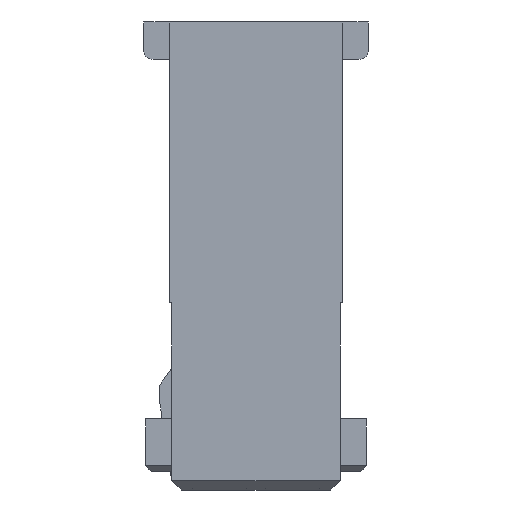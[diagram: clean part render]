
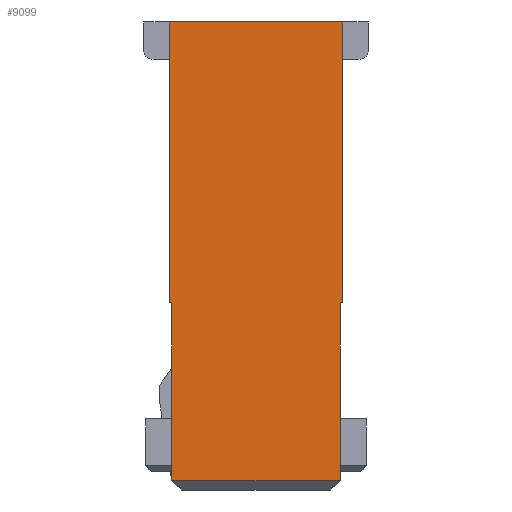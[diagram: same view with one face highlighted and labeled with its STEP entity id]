
A CAD part, left-side view. The second image highlights one B-rep face of the part: STEP entity #9099.
In plain terms, the highlighted planar face has unit normal (-1, 0, 0).
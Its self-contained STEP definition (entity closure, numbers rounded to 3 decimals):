
#2076=ORIENTED_EDGE('',*,*,#2691,.T.);
#2077=ORIENTED_EDGE('',*,*,#3633,.T.);
#2078=ORIENTED_EDGE('',*,*,#3845,.T.);
#2079=ORIENTED_EDGE('',*,*,#3838,.T.);
#2080=ORIENTED_EDGE('',*,*,#2773,.T.);
#2081=ORIENTED_EDGE('',*,*,#3846,.T.);
#2082=ORIENTED_EDGE('',*,*,#2912,.T.);
#2083=ORIENTED_EDGE('',*,*,#3844,.T.);
#2691=EDGE_CURVE('',#3986,#3985,#4829,.T.);
#2773=EDGE_CURVE('',#4063,#4062,#4909,.T.);
#2912=EDGE_CURVE('',#4147,#4146,#5026,.T.);
#3633=EDGE_CURVE('',#3985,#4653,#5729,.T.);
#3838=EDGE_CURVE('',#4758,#4063,#5934,.T.);
#3844=EDGE_CURVE('',#4146,#3986,#5940,.T.);
#3845=EDGE_CURVE('',#4653,#4758,#5941,.T.);
#3846=EDGE_CURVE('',#4062,#4147,#5942,.T.);
#3985=VERTEX_POINT('',#11993);
#3986=VERTEX_POINT('',#11995);
#4062=VERTEX_POINT('',#12158);
#4063=VERTEX_POINT('',#12160);
#4146=VERTEX_POINT('',#12437);
#4147=VERTEX_POINT('',#12439);
#4653=VERTEX_POINT('',#13913);
#4758=VERTEX_POINT('',#14290);
#4829=LINE('',#11994,#6079);
#4909=LINE('',#12159,#6159);
#5026=LINE('',#12438,#6276);
#5729=LINE('',#13914,#6979);
#5934=LINE('',#14289,#7184);
#5940=LINE('',#14299,#7190);
#5941=LINE('',#14301,#7191);
#5942=LINE('',#14302,#7192);
#6079=VECTOR('',#9718,1000.);
#6159=VECTOR('',#9814,1000.);
#6276=VECTOR('',#10087,1000.);
#6979=VECTOR('',#11322,1000.);
#7184=VECTOR('',#11659,1000.);
#7190=VECTOR('',#11671,1000.);
#7191=VECTOR('',#11674,1000.);
#7192=VECTOR('',#11675,1000.);
#7706=EDGE_LOOP('',(#2076,#2077,#2078,#2079,#2080,#2081,#2082,#2083));
#8188=FACE_BOUND('',#7706,.T.);
#8639=PLANE('',#9617);
#9099=ADVANCED_FACE('',(#8188),#8639,.T.);
#9617=AXIS2_PLACEMENT_3D('',#14300,#11672,#11673);
#9718=DIRECTION('',(0.,0.,-1.));
#9814=DIRECTION('',(0.,0.,1.));
#10087=DIRECTION('',(0.,0.,-1.));
#11322=DIRECTION('',(0.,-1.,0.));
#11659=DIRECTION('',(0.,-1.,0.));
#11671=DIRECTION('',(0.,-1.,0.));
#11672=DIRECTION('',(-1.,0.,0.));
#11673=DIRECTION('',(0.,0.,1.));
#11674=DIRECTION('',(0.,0.,1.));
#11675=DIRECTION('',(0.,1.,0.));
#11993=CARTESIAN_POINT('',(-15.,4.5,-12.));
#11994=CARTESIAN_POINT('',(-15.,4.5,-2.5));
#11995=CARTESIAN_POINT('',(-15.,4.5,-2.5));
#12158=CARTESIAN_POINT('',(-15.,-4.625,12.5));
#12159=CARTESIAN_POINT('',(-15.,-4.625,12.5));
#12160=CARTESIAN_POINT('',(-15.,-4.625,-2.5));
#12437=CARTESIAN_POINT('',(-15.,4.625,-2.5));
#12438=CARTESIAN_POINT('',(-15.,4.625,12.5));
#12439=CARTESIAN_POINT('',(-15.,4.625,12.5));
#13913=CARTESIAN_POINT('',(-15.,-4.5,-12.));
#13914=CARTESIAN_POINT('',(-15.,-4.5,-12.));
#14289=CARTESIAN_POINT('',(-15.,-4.625,-2.5));
#14290=CARTESIAN_POINT('',(-15.,-4.5,-2.5));
#14299=CARTESIAN_POINT('',(-15.,4.625,-2.5));
#14300=CARTESIAN_POINT('',(-15.,0.,0.));
#14301=CARTESIAN_POINT('',(-15.,-4.5,-2.5));
#14302=CARTESIAN_POINT('',(-15.,4.625,12.5));
